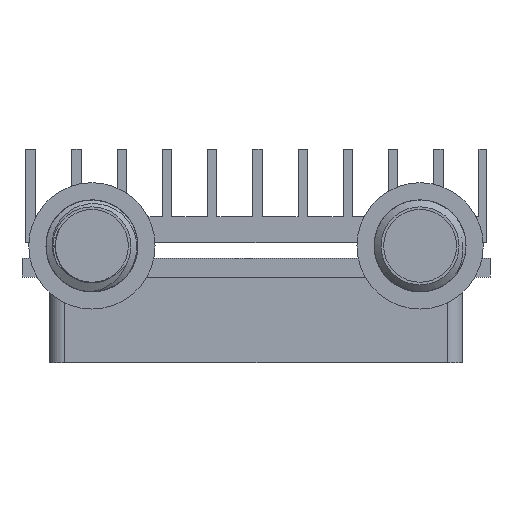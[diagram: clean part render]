
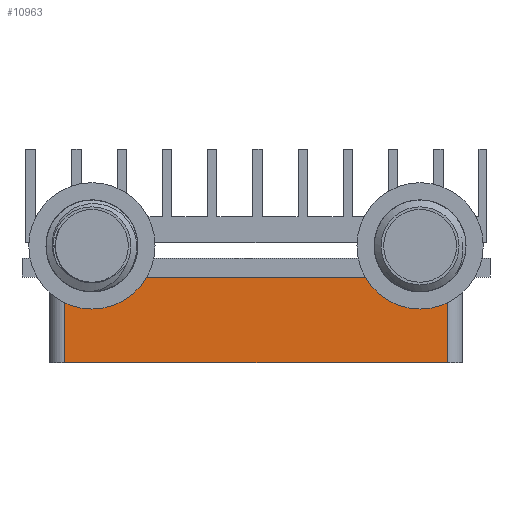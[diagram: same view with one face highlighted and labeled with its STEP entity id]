
A CAD part, left-side view. The second image highlights one B-rep face of the part: STEP entity #10963.
In plain terms, the highlighted planar face has unit normal (-1, 0, 0).
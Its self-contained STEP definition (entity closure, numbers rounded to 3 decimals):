
#271=PLANE('',#11604);
#836=FACE_OUTER_BOUND('',#1424,.T.);
#1424=EDGE_LOOP('',(#8170,#8171,#8172,#8173));
#2126=LINE('',#16245,#3632);
#2131=LINE('',#16260,#3637);
#2136=LINE('',#16274,#3642);
#2138=LINE('',#16278,#3644);
#3632=VECTOR('',#12582,10.);
#3637=VECTOR('',#12597,10.);
#3642=VECTOR('',#12612,10.);
#3644=VECTOR('',#12618,10.);
#5133=VERTEX_POINT('',#16242);
#5134=VERTEX_POINT('',#16244);
#5139=VERTEX_POINT('',#16258);
#5143=VERTEX_POINT('',#16272);
#6284=EDGE_CURVE('',#5134,#5133,#2126,.T.);
#6292=EDGE_CURVE('',#5139,#5133,#2131,.T.);
#6299=EDGE_CURVE('',#5134,#5143,#2136,.T.);
#6301=EDGE_CURVE('',#5143,#5139,#2138,.T.);
#8170=ORIENTED_EDGE('',*,*,#6292,.F.);
#8171=ORIENTED_EDGE('',*,*,#6301,.F.);
#8172=ORIENTED_EDGE('',*,*,#6299,.F.);
#8173=ORIENTED_EDGE('',*,*,#6284,.T.);
#10963=ADVANCED_FACE('',(#836),#271,.T.);
#11604=AXIS2_PLACEMENT_3D('',#16277,#12616,#12617);
#12582=DIRECTION('',(0.,1.,0.));
#12597=DIRECTION('',(0.,0.,1.));
#12612=DIRECTION('',(0.,0.,-1.));
#12616=DIRECTION('center_axis',(-1.,0.,0.));
#12617=DIRECTION('ref_axis',(0.,1.,0.));
#12618=DIRECTION('',(0.,1.,0.));
#16242=CARTESIAN_POINT('',(-32.303,9.136,0.));
#16244=CARTESIAN_POINT('',(-32.303,-15.364,0.));
#16245=CARTESIAN_POINT('',(-32.303,-16.364,0.));
#16258=CARTESIAN_POINT('',(-32.303,9.136,-5.5));
#16260=CARTESIAN_POINT('',(-32.303,9.136,0.));
#16272=CARTESIAN_POINT('',(-32.303,-15.364,-5.5));
#16274=CARTESIAN_POINT('',(-32.303,-15.364,0.));
#16277=CARTESIAN_POINT('Origin',(-32.303,-16.364,0.));
#16278=CARTESIAN_POINT('',(-32.303,-16.364,-5.5));
